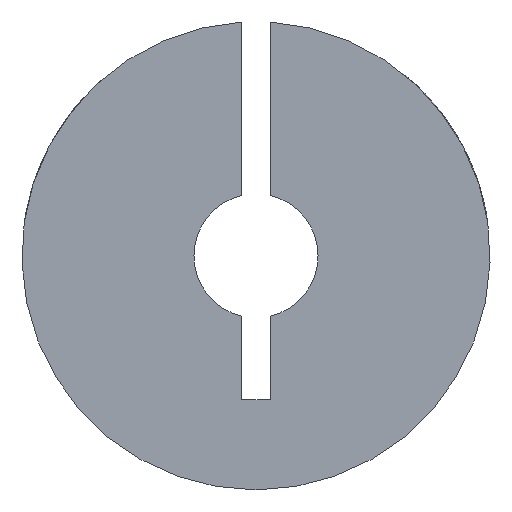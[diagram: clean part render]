
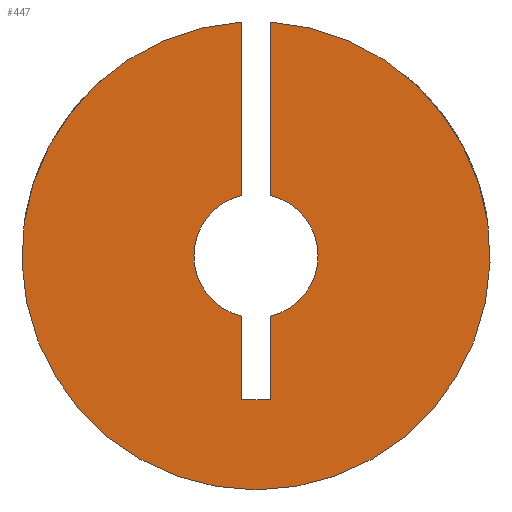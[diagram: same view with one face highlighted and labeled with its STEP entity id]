
A CAD part, front view. The second image highlights one B-rep face of the part: STEP entity #447.
In plain terms, the highlighted planar face has unit normal (0, -1, 0).
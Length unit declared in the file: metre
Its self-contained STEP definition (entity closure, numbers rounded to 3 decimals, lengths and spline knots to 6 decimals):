
#21=PLANE('',#509);
#41=CIRCLE('',#495,0.01);
#43=CIRCLE('',#499,0.00265);
#47=CIRCLE('',#506,0.00265);
#66=LINE('',#739,#98);
#69=LINE('',#750,#101);
#72=LINE('',#758,#104);
#76=LINE('',#770,#108);
#78=LINE('',#773,#110);
#98=VECTOR('',#570,1.);
#101=VECTOR('',#583,1.);
#104=VECTOR('',#590,1.);
#108=VECTOR('',#602,1.);
#110=VECTOR('',#606,1.);
#164=ORIENTED_EDGE('',*,*,#249,.F.);
#165=ORIENTED_EDGE('',*,*,#252,.F.);
#166=ORIENTED_EDGE('',*,*,#255,.F.);
#167=ORIENTED_EDGE('',*,*,#244,.T.);
#168=ORIENTED_EDGE('',*,*,#259,.T.);
#169=ORIENTED_EDGE('',*,*,#262,.F.);
#170=ORIENTED_EDGE('',*,*,#265,.T.);
#171=ORIENTED_EDGE('',*,*,#267,.F.);
#244=EDGE_CURVE('',#297,#300,#41,.T.);
#249=EDGE_CURVE('',#305,#302,#66,.T.);
#252=EDGE_CURVE('',#307,#305,#43,.T.);
#255=EDGE_CURVE('',#297,#307,#69,.T.);
#259=EDGE_CURVE('',#300,#311,#72,.T.);
#262=EDGE_CURVE('',#313,#311,#47,.T.);
#265=EDGE_CURVE('',#313,#315,#76,.T.);
#267=EDGE_CURVE('',#302,#315,#78,.T.);
#297=VERTEX_POINT('',#706);
#300=VERTEX_POINT('',#711);
#302=VERTEX_POINT('',#733);
#305=VERTEX_POINT('',#738);
#307=VERTEX_POINT('',#744);
#311=VERTEX_POINT('',#757);
#313=VERTEX_POINT('',#763);
#315=VERTEX_POINT('',#769);
#349=EDGE_LOOP('',(#164,#165,#166,#167,#168,#169,#170,#171));
#395=FACE_BOUND('',#349,.T.);
#447=ADVANCED_FACE('',(#395),#21,.T.);
#495=AXIS2_PLACEMENT_3D('',#712,#563,#564);
#499=AXIS2_PLACEMENT_3D('',#745,#576,#577);
#506=AXIS2_PLACEMENT_3D('',#764,#596,#597);
#509=AXIS2_PLACEMENT_3D('',#774,#607,#608);
#563=DIRECTION('',(0.,-1.,0.));
#564=DIRECTION('',(1.,0.,0.));
#570=DIRECTION('',(0.,0.,-1.));
#576=DIRECTION('',(0.,-1.,0.));
#577=DIRECTION('',(1.,0.,0.));
#583=DIRECTION('',(0.,0.,-1.));
#590=DIRECTION('',(0.,0.,-1.));
#596=DIRECTION('',(0.,-1.,0.));
#597=DIRECTION('',(1.,0.,0.));
#602=DIRECTION('',(0.,0.,-1.));
#606=DIRECTION('',(1.,0.,0.));
#607=DIRECTION('',(0.,-1.,0.));
#608=DIRECTION('',(1.,0.,0.));
#706=CARTESIAN_POINT('',(-0.0006,-0.01,0.009982));
#711=CARTESIAN_POINT('',(0.0006,-0.01,0.009982));
#712=CARTESIAN_POINT('',(0.,-0.01,0.));
#733=CARTESIAN_POINT('',(-0.0006,-0.01,-0.00615));
#738=CARTESIAN_POINT('',(-0.0006,-0.01,-0.002581));
#739=CARTESIAN_POINT('',(-0.0006,-0.01,-0.004366));
#744=CARTESIAN_POINT('',(-0.0006,-0.01,0.002581));
#745=CARTESIAN_POINT('',(0.,-0.01,0.));
#750=CARTESIAN_POINT('',(-0.0006,-0.01,0.006282));
#757=CARTESIAN_POINT('',(0.0006,-0.01,0.002581));
#758=CARTESIAN_POINT('',(0.0006,-0.01,0.006282));
#763=CARTESIAN_POINT('',(0.0006,-0.01,-0.002581));
#764=CARTESIAN_POINT('',(0.,-0.01,0.));
#769=CARTESIAN_POINT('',(0.0006,-0.01,-0.00615));
#770=CARTESIAN_POINT('',(0.0006,-0.01,-0.004366));
#773=CARTESIAN_POINT('',(0.,-0.01,-0.00615));
#774=CARTESIAN_POINT('',(0.,-0.01,0.));
